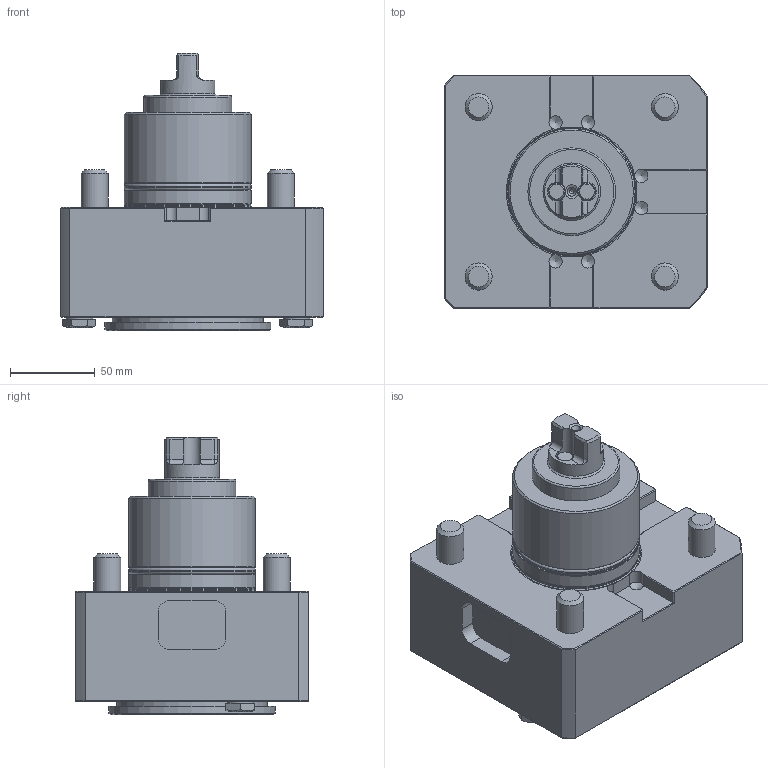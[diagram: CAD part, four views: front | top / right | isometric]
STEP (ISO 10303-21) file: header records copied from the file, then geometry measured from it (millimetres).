
FILE_DESCRIPTION(/* description */ ('Unknown'),/* implementation_level */ '2;1');
FILE_NAME(/* name */ 'C5_DNE_MS75A_I_sim',/* time_stamp */ '2022-06-20T14:30:17+02:00',/* author */ ('WTO KS'),/* organization */ ('WTO'),/* preprocessor_version */ 'ST-DEVELOPER v16.7',/* originating_system */ 'DEX',/* authorisation */ $);
FILE_SCHEMA (('AUTOMOTIVE_DESIGN {1 0 10303 214 3 1 1}'));
Length unit declared in the file: millimetre
Products named in the file (1): C5-DNE-MS75A-I
Bounding box: 155 x 138 x 164 mm (x, y, z)
Volume: 1677430.1 mm3; surface area: 113986.3 mm2
Topology: 1 solids, 1 shells, 191 faces, 478 edges, 302 vertices
Faces by surface type: plane 106, cylinder 42, cone 34, torus 8, bspline 1
Full cylindrical faces by diameter (mm): 2.5 x1, 3 x1, 10 x2, 11 x2, 15.8 x2, 16 x4, 32 x1, 51.8 x1, 74.6 x1, 74.8 x1, 75 x2, 89 x1, 98 x1
Entity records: 5412 total; most frequent: CARTESIAN_POINT 1226, DIRECTION 851, ORIENTED_EDGE 794, EDGE_CURVE 397, AXIS2_PLACEMENT_3D 329, VERTEX_POINT 281, FACE_BOUND 264, EDGE_LOOP 257
